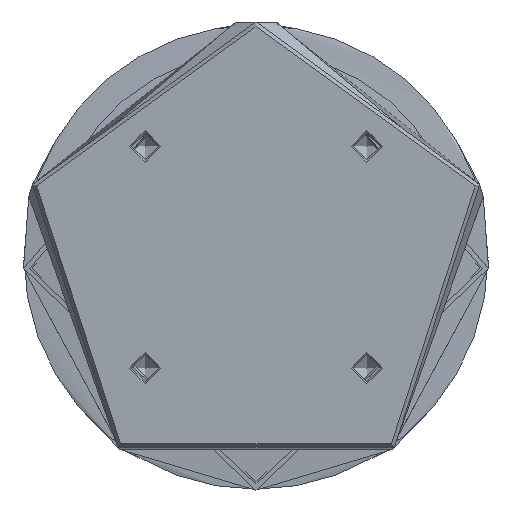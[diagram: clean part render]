
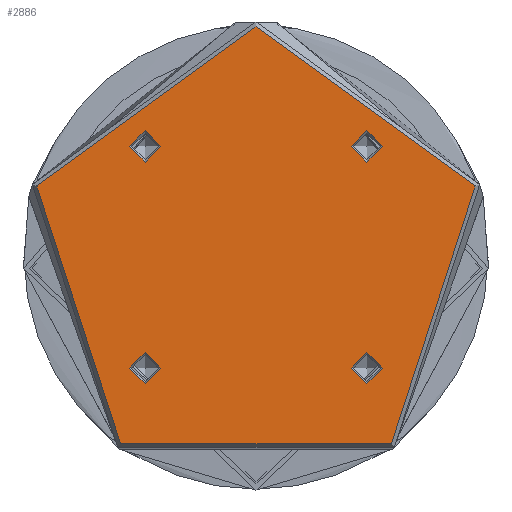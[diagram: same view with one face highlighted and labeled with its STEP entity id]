
A CAD part, front view. The second image highlights one B-rep face of the part: STEP entity #2886.
In plain terms, the highlighted face is planar.
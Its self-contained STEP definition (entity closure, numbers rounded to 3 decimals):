
#77 = CARTESIAN_POINT ( 'NONE',  ( 35.355, -35.355, 0. ) ) ;
#86 = VERTEX_POINT ( 'NONE', #3119 ) ;
#237 = ORIENTED_EDGE ( 'NONE', *, *, #5251, .F. ) ;
#255 = DIRECTION ( 'NONE',  ( 0., 0., -1. ) ) ;
#298 = CIRCLE ( 'NONE', #1245, 5.025 ) ;
#339 = AXIS2_PLACEMENT_3D ( 'NONE', #2076, #5054, #2497 ) ;
#404 = EDGE_CURVE ( 'NONE', #604, #604, #298, .T. ) ;
#484 = DIRECTION ( 'NONE',  ( 1., 0., 0. ) ) ;
#508 = EDGE_CURVE ( 'NONE', #86, #86, #3581, .T. ) ;
#604 = VERTEX_POINT ( 'NONE', #2271 ) ;
#649 = CARTESIAN_POINT ( 'NONE',  ( 40.38, 35.355, 0. ) ) ;
#803 = AXIS2_PLACEMENT_3D ( 'NONE', #77, #3001, #484 ) ;
#951 = CARTESIAN_POINT ( 'NONE',  ( -35.355, -35.355, 0. ) ) ;
#1040 = EDGE_LOOP ( 'NONE', ( #1533 ) ) ;
#1245 = AXIS2_PLACEMENT_3D ( 'NONE', #951, #3908, #1365 ) ;
#1365 = DIRECTION ( 'NONE',  ( 1., 0., 0. ) ) ;
#1367 = CIRCLE ( 'NONE', #339, 5.025 ) ;
#1386 = CIRCLE ( 'NONE', #803, 5.025 ) ;
#1533 = ORIENTED_EDGE ( 'NONE', *, *, #508, .T. ) ;
#1663 = CARTESIAN_POINT ( 'NONE',  ( -35.355, 35.355, 0. ) ) ;
#1837 = CARTESIAN_POINT ( 'NONE',  ( 0., 0., 0. ) ) ;
#1952 = EDGE_LOOP ( 'NONE', ( #3939 ) ) ;
#2056 = CIRCLE ( 'NONE', #4781, 5.025 ) ;
#2076 = CARTESIAN_POINT ( 'NONE',  ( 35.355, 35.355, 0. ) ) ;
#2100 = DIRECTION ( 'NONE',  ( 1., 0., 0. ) ) ;
#2198 = EDGE_CURVE ( 'NONE', #5050, #5050, #1386, .T. ) ;
#2261 = DIRECTION ( 'NONE',  ( 1., 0., 0. ) ) ;
#2271 = CARTESIAN_POINT ( 'NONE',  ( -30.33, -35.355, 0. ) ) ;
#2351 = PLANE ( 'NONE',  #2740 ) ;
#2497 = DIRECTION ( 'NONE',  ( 1., 0., 0. ) ) ;
#2718 = ORIENTED_EDGE ( 'NONE', *, *, #2198, .F. ) ;
#2740 = AXIS2_PLACEMENT_3D ( 'NONE', #2765, #255, #3172 ) ;
#2765 = CARTESIAN_POINT ( 'NONE',  ( 0., 0., 0. ) ) ;
#2886 = ADVANCED_FACE ( 'NONE', ( #3149, #3217, #3416, #3280, #3082 ), #2351, .F. ) ;
#3001 = DIRECTION ( 'NONE',  ( 0., 0., 1. ) ) ;
#3082 = FACE_BOUND ( 'NONE', #3237, .T. ) ;
#3119 = CARTESIAN_POINT ( 'NONE',  ( 73.5, 0., 0. ) ) ;
#3135 = CARTESIAN_POINT ( 'NONE',  ( 40.38, -35.355, 0. ) ) ;
#3149 = FACE_BOUND ( 'NONE', #4138, .T. ) ;
#3171 = CARTESIAN_POINT ( 'NONE',  ( -30.33, 35.355, 0. ) ) ;
#3172 = DIRECTION ( 'NONE',  ( -1., 0., 0. ) ) ;
#3217 = FACE_OUTER_BOUND ( 'NONE', #1040, .T. ) ;
#3237 = EDGE_LOOP ( 'NONE', ( #3800 ) ) ;
#3280 = FACE_BOUND ( 'NONE', #5450, .T. ) ;
#3410 = EDGE_CURVE ( 'NONE', #4346, #4346, #1367, .T. ) ;
#3416 = FACE_BOUND ( 'NONE', #1952, .T. ) ;
#3450 = VERTEX_POINT ( 'NONE', #3171 ) ;
#3581 = CIRCLE ( 'NONE', #4087, 73.5 ) ;
#3800 = ORIENTED_EDGE ( 'NONE', *, *, #404, .F. ) ;
#3908 = DIRECTION ( 'NONE',  ( 0., 0., 1. ) ) ;
#3939 = ORIENTED_EDGE ( 'NONE', *, *, #3410, .F. ) ;
#4087 = AXIS2_PLACEMENT_3D ( 'NONE', #1837, #4816, #2261 ) ;
#4138 = EDGE_LOOP ( 'NONE', ( #237 ) ) ;
#4346 = VERTEX_POINT ( 'NONE', #649 ) ;
#4654 = DIRECTION ( 'NONE',  ( 0., 0., 1. ) ) ;
#4781 = AXIS2_PLACEMENT_3D ( 'NONE', #1663, #4654, #2100 ) ;
#4816 = DIRECTION ( 'NONE',  ( 0., 0., 1. ) ) ;
#5050 = VERTEX_POINT ( 'NONE', #3135 ) ;
#5054 = DIRECTION ( 'NONE',  ( 0., 0., 1. ) ) ;
#5251 = EDGE_CURVE ( 'NONE', #3450, #3450, #2056, .T. ) ;
#5450 = EDGE_LOOP ( 'NONE', ( #2718 ) ) ;
